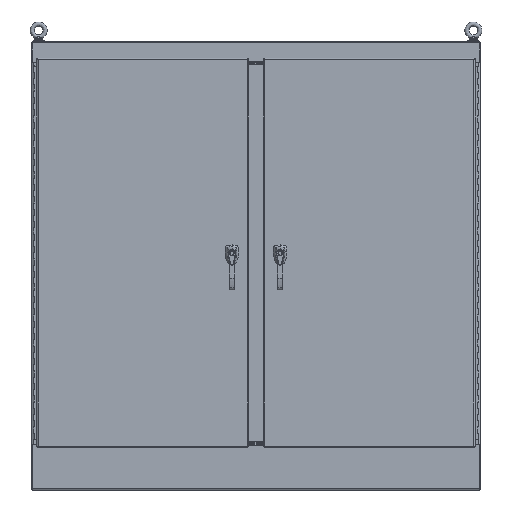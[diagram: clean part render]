
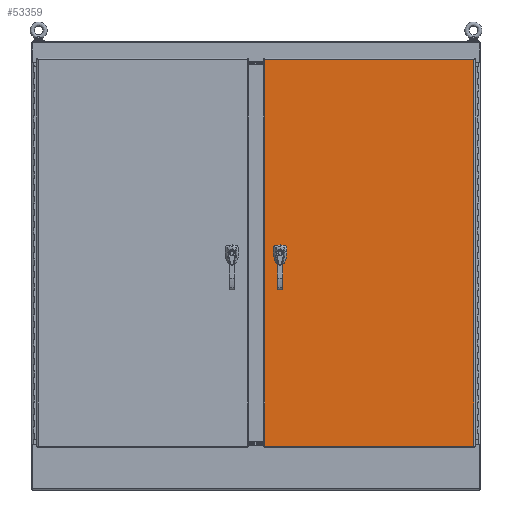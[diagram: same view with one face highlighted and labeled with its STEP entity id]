
A CAD part, front view. The second image highlights one B-rep face of the part: STEP entity #53359.
In plain terms, the highlighted planar face has unit normal (0, -1, 0).
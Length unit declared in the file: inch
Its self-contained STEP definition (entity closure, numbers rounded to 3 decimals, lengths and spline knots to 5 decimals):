
#27 = CARTESIAN_POINT ( 'NONE',  ( 3.4795, -25.78, 33.185 ) ) ;
#84 = DIRECTION ( 'NONE',  ( 1., 0., 0. ) ) ;
#757 = DIRECTION ( 'NONE',  ( 0., 1., 0. ) ) ;
#1009 = EDGE_LOOP ( 'NONE', ( #75528, #25344, #29259, #27540, #21894, #85431, #63444, #96894 ) ) ;
#1360 = EDGE_CURVE ( 'NONE', #73193, #23320, #73292, .T. ) ;
#2015 = LINE ( 'NONE', #98820, #83625 ) ;
#2183 = DIRECTION ( 'NONE',  ( 0., 0., 1. ) ) ;
#2494 = VECTOR ( 'NONE', #26951, 39.37008 ) ;
#5181 = VECTOR ( 'NONE', #84, 39.37008 ) ;
#6103 = DIRECTION ( 'NONE',  ( 0., 1., 0. ) ) ;
#6617 = CARTESIAN_POINT ( 'NONE',  ( 3.875, -25.78, 2.009 ) ) ;
#7327 = CARTESIAN_POINT ( 'NONE',  ( 4.07346, -25.78, 1.6135 ) ) ;
#8004 = PLANE ( 'NONE',  #56816 ) ;
#8832 = CARTESIAN_POINT ( 'NONE',  ( 3.875, -25.78, 0.671 ) ) ;
#8936 = CIRCLE ( 'NONE', #73804, 0.4425 ) ;
#9023 = EDGE_LOOP ( 'NONE', ( #75005, #18509, #92401, #47179 ) ) ;
#10120 = EDGE_CURVE ( 'NONE', #93037, #32167, #34319, .T. ) ;
#11043 = CARTESIAN_POINT ( 'NONE',  ( 1.408, -25.78, -28.967 ) ) ;
#12279 = VERTEX_POINT ( 'NONE', #87487 ) ;
#12579 = DIRECTION ( 'NONE',  ( 0., 0., -1. ) ) ;
#13477 = EDGE_CURVE ( 'NONE', #77447, #64760, #54726, .T. ) ;
#15100 = CARTESIAN_POINT ( 'NONE',  ( 3.67654, -25.78, 2.4045 ) ) ;
#16391 = EDGE_CURVE ( 'NONE', #55605, #12279, #2015, .T. ) ;
#17252 = VECTOR ( 'NONE', #2183, 39.37008 ) ;
#18509 = ORIENTED_EDGE ( 'NONE', *, *, #101079, .T. ) ;
#21094 = VECTOR ( 'NONE', #24157, 39.37008 ) ;
#21587 = LINE ( 'NONE', #38136, #43592 ) ;
#21894 = ORIENTED_EDGE ( 'NONE', *, *, #1360, .T. ) ;
#23316 = LINE ( 'NONE', #25397, #56472 ) ;
#23320 = VERTEX_POINT ( 'NONE', #71815 ) ;
#24056 = VERTEX_POINT ( 'NONE', #45348 ) ;
#24157 = DIRECTION ( 'NONE',  ( -1., 0., 0. ) ) ;
#24681 = CARTESIAN_POINT ( 'NONE',  ( 35.028, -25.78, 33.185 ) ) ;
#25344 = ORIENTED_EDGE ( 'NONE', *, *, #64992, .T. ) ;
#25397 = CARTESIAN_POINT ( 'NONE',  ( 1.408, -25.78, 33.185 ) ) ;
#25613 = EDGE_CURVE ( 'NONE', #24056, #105495, #23316, .T. ) ;
#26648 = EDGE_CURVE ( 'NONE', #64760, #84452, #48063, .T. ) ;
#26951 = DIRECTION ( 'NONE',  ( 0., 0., -1. ) ) ;
#27156 = VERTEX_POINT ( 'NONE', #98318 ) ;
#27540 = ORIENTED_EDGE ( 'NONE', *, *, #94504, .T. ) ;
#28028 = LINE ( 'NONE', #41022, #2494 ) ;
#28435 = FACE_BOUND ( 'NONE', #1009, .T. ) ;
#28998 = VERTEX_POINT ( 'NONE', #93670 ) ;
#29259 = ORIENTED_EDGE ( 'NONE', *, *, #16391, .T. ) ;
#29700 = DIRECTION ( 'NONE',  ( 0., 1., 0. ) ) ;
#32167 = VERTEX_POINT ( 'NONE', #103557 ) ;
#32202 = CARTESIAN_POINT ( 'NONE',  ( 35.028, -25.78, -28.967 ) ) ;
#32572 = DIRECTION ( 'NONE',  ( -1., 0., 0. ) ) ;
#34319 = LINE ( 'NONE', #90968, #17252 ) ;
#36353 = CARTESIAN_POINT ( 'NONE',  ( 3.4795, -25.78, 1.81054 ) ) ;
#37151 = ORIENTED_EDGE ( 'NONE', *, *, #105673, .T. ) ;
#38136 = CARTESIAN_POINT ( 'NONE',  ( 35.028, -25.78, -28.967 ) ) ;
#38547 = CARTESIAN_POINT ( 'NONE',  ( 35.028, -25.78, 33.185 ) ) ;
#39276 = CARTESIAN_POINT ( 'NONE',  ( 3.875, -25.78, 2.009 ) ) ;
#39893 = EDGE_LOOP ( 'NONE', ( #37151 ) ) ;
#40639 = DIRECTION ( 'NONE',  ( 0., 0., 1. ) ) ;
#41022 = CARTESIAN_POINT ( 'NONE',  ( 4.2705, -25.78, 33.185 ) ) ;
#43592 = VECTOR ( 'NONE', #55260, 39.37008 ) ;
#43650 = DIRECTION ( 'NONE',  ( 0., 0., -1. ) ) ;
#45348 = CARTESIAN_POINT ( 'NONE',  ( 1.408, -25.78, 33.185 ) ) ;
#45990 = EDGE_CURVE ( 'NONE', #23320, #77447, #8936, .T. ) ;
#47179 = ORIENTED_EDGE ( 'NONE', *, *, #97811, .T. ) ;
#48063 = CIRCLE ( 'NONE', #70243, 0.4425 ) ;
#49343 = CIRCLE ( 'NONE', #100539, 0.167 ) ;
#53359 = ADVANCED_FACE ( 'NONE', ( #28435, #76508, #93109 ), #8004, .T. ) ;
#54301 = DIRECTION ( 'NONE',  ( 0., 0., -1. ) ) ;
#54726 = LINE ( 'NONE', #105442, #5181 ) ;
#55260 = DIRECTION ( 'NONE',  ( 1., 0., 0. ) ) ;
#55605 = VERTEX_POINT ( 'NONE', #7327 ) ;
#55675 = DIRECTION ( 'NONE',  ( 0., -1., 0. ) ) ;
#55745 = CARTESIAN_POINT ( 'NONE',  ( 4.2705, -25.78, 2.20746 ) ) ;
#56472 = VECTOR ( 'NONE', #97601, 39.37008 ) ;
#56816 = AXIS2_PLACEMENT_3D ( 'NONE', #38547, #55675, #40639 ) ;
#57583 = CARTESIAN_POINT ( 'NONE',  ( 4.07346, -25.78, 2.4045 ) ) ;
#63444 = ORIENTED_EDGE ( 'NONE', *, *, #13477, .T. ) ;
#64760 = VERTEX_POINT ( 'NONE', #57583 ) ;
#64992 = EDGE_CURVE ( 'NONE', #27156, #55605, #101421, .T. ) ;
#69705 = VECTOR ( 'NONE', #87780, 39.37008 ) ;
#70243 = AXIS2_PLACEMENT_3D ( 'NONE', #6617, #6103, #12579 ) ;
#71815 = CARTESIAN_POINT ( 'NONE',  ( 3.4795, -25.78, 2.20746 ) ) ;
#73193 = VERTEX_POINT ( 'NONE', #36353 ) ;
#73292 = LINE ( 'NONE', #27, #69705 ) ;
#73804 = AXIS2_PLACEMENT_3D ( 'NONE', #39276, #29700, #54301 ) ;
#74028 = CARTESIAN_POINT ( 'NONE',  ( 3.875, -25.78, 2.009 ) ) ;
#75005 = ORIENTED_EDGE ( 'NONE', *, *, #25613, .T. ) ;
#75176 = DIRECTION ( 'NONE',  ( 0., 1., 0. ) ) ;
#75528 = ORIENTED_EDGE ( 'NONE', *, *, #100886, .T. ) ;
#76226 = CARTESIAN_POINT ( 'NONE',  ( 3.875, -25.78, 2.009 ) ) ;
#76508 = FACE_OUTER_BOUND ( 'NONE', #9023, .T. ) ;
#77447 = VERTEX_POINT ( 'NONE', #15100 ) ;
#80883 = AXIS2_PLACEMENT_3D ( 'NONE', #76226, #75176, #43650 ) ;
#81555 = DIRECTION ( 'NONE',  ( 0., 1., 0. ) ) ;
#83625 = VECTOR ( 'NONE', #32572, 39.37008 ) ;
#84452 = VERTEX_POINT ( 'NONE', #55745 ) ;
#85431 = ORIENTED_EDGE ( 'NONE', *, *, #45990, .T. ) ;
#87487 = CARTESIAN_POINT ( 'NONE',  ( 3.67654, -25.78, 1.6135 ) ) ;
#87780 = DIRECTION ( 'NONE',  ( 0., 0., 1. ) ) ;
#88928 = AXIS2_PLACEMENT_3D ( 'NONE', #74028, #757, #100736 ) ;
#89072 = DIRECTION ( 'NONE',  ( 0., 0., -1. ) ) ;
#90968 = CARTESIAN_POINT ( 'NONE',  ( 35.028, -25.78, 33.185 ) ) ;
#92401 = ORIENTED_EDGE ( 'NONE', *, *, #10120, .T. ) ;
#93037 = VERTEX_POINT ( 'NONE', #32202 ) ;
#93109 = FACE_BOUND ( 'NONE', #39893, .T. ) ;
#93670 = CARTESIAN_POINT ( 'NONE',  ( 3.875, -25.78, 0.504 ) ) ;
#94047 = CIRCLE ( 'NONE', #88928, 0.4425 ) ;
#94504 = EDGE_CURVE ( 'NONE', #12279, #73193, #94047, .T. ) ;
#95386 = LINE ( 'NONE', #24681, #21094 ) ;
#96894 = ORIENTED_EDGE ( 'NONE', *, *, #26648, .T. ) ;
#97601 = DIRECTION ( 'NONE',  ( 0., 0., -1. ) ) ;
#97811 = EDGE_CURVE ( 'NONE', #32167, #24056, #95386, .T. ) ;
#98318 = CARTESIAN_POINT ( 'NONE',  ( 4.2705, -25.78, 1.81054 ) ) ;
#98820 = CARTESIAN_POINT ( 'NONE',  ( 35.028, -25.78, 1.6135 ) ) ;
#100539 = AXIS2_PLACEMENT_3D ( 'NONE', #8832, #81555, #89072 ) ;
#100736 = DIRECTION ( 'NONE',  ( 0., 0., -1. ) ) ;
#100886 = EDGE_CURVE ( 'NONE', #84452, #27156, #28028, .T. ) ;
#101079 = EDGE_CURVE ( 'NONE', #105495, #93037, #21587, .T. ) ;
#101421 = CIRCLE ( 'NONE', #80883, 0.4425 ) ;
#103557 = CARTESIAN_POINT ( 'NONE',  ( 35.028, -25.78, 33.185 ) ) ;
#105442 = CARTESIAN_POINT ( 'NONE',  ( 35.028, -25.78, 2.4045 ) ) ;
#105495 = VERTEX_POINT ( 'NONE', #11043 ) ;
#105673 = EDGE_CURVE ( 'NONE', #28998, #28998, #49343, .T. ) ;
